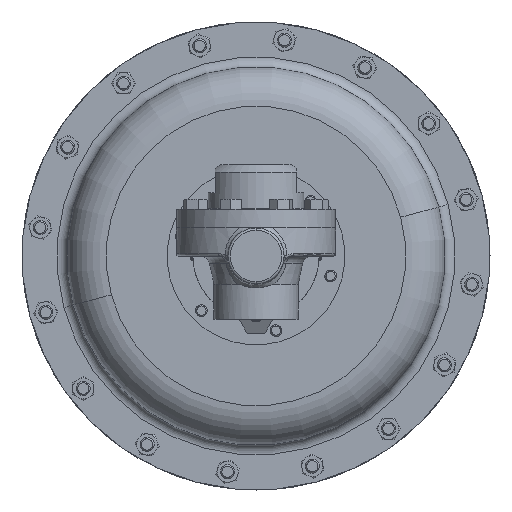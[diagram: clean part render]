
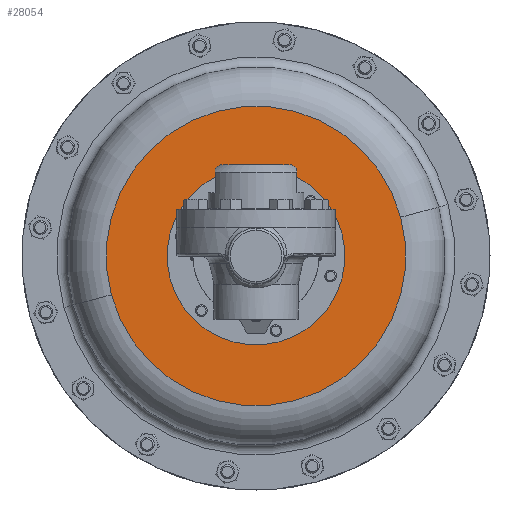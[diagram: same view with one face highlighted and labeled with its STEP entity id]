
A CAD part, front view. The second image highlights one B-rep face of the part: STEP entity #28054.
In plain terms, the highlighted planar face has unit normal (0, -1, 0).
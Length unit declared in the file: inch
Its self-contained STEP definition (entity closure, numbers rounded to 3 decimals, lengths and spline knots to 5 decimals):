
#107 = VERTEX_POINT ( 'NONE', #24652 ) ;
#160 = CARTESIAN_POINT ( 'NONE',  ( 0., 6.7225, 0. ) ) ;
#2052 = DIRECTION ( 'NONE',  ( -0.966, 0., -0.259 ) ) ;
#2386 = DIRECTION ( 'NONE',  ( 0.707, 0., -0.707 ) ) ;
#2555 = DIRECTION ( 'NONE',  ( 0., 1., 0. ) ) ;
#5797 = EDGE_CURVE ( 'NONE', #25596, #24289, #8136, .T. ) ;
#6067 = VERTEX_POINT ( 'NONE', #6201 ) ;
#6201 = CARTESIAN_POINT ( 'NONE',  ( -1.67938, 6.7225, 1.67938 ) ) ;
#6382 = PLANE ( 'NONE',  #19477 ) ;
#6802 = FACE_BOUND ( 'NONE', #23476, .T. ) ;
#7606 = CARTESIAN_POINT ( 'NONE',  ( 3.8637, 6.7225, 1.03528 ) ) ;
#8136 = CIRCLE ( 'NONE', #25681, 4. ) ;
#8604 = CARTESIAN_POINT ( 'NONE',  ( 0., 6.7225, 0. ) ) ;
#10044 = AXIS2_PLACEMENT_3D ( 'NONE', #23544, #10317, #25758 ) ;
#10109 = EDGE_CURVE ( 'NONE', #24289, #25596, #27734, .T. ) ;
#10317 = DIRECTION ( 'NONE',  ( 0., 1., 0. ) ) ;
#10812 = DIRECTION ( 'NONE',  ( 0.707, 0., -0.707 ) ) ;
#11669 = EDGE_CURVE ( 'NONE', #107, #6067, #24150, .T. ) ;
#13033 = CARTESIAN_POINT ( 'NONE',  ( 1.03528, 6.7225, -3.8637 ) ) ;
#15211 = DIRECTION ( 'NONE',  ( 0., -1., 0. ) ) ;
#15539 = DIRECTION ( 'NONE',  ( 0., 1., 0. ) ) ;
#15710 = CARTESIAN_POINT ( 'NONE',  ( 0., 6.7225, 0. ) ) ;
#17440 = CARTESIAN_POINT ( 'NONE',  ( -3.8637, 6.7225, -1.03528 ) ) ;
#17649 = AXIS2_PLACEMENT_3D ( 'NONE', #160, #15539, #2386 ) ;
#17823 = DIRECTION ( 'NONE',  ( 0.966, 0., 0.259 ) ) ;
#18786 = EDGE_LOOP ( 'NONE', ( #25828, #26608 ) ) ;
#19117 = FACE_OUTER_BOUND ( 'NONE', #18786, .T. ) ;
#19477 = AXIS2_PLACEMENT_3D ( 'NONE', #13033, #15211, #2052 ) ;
#21062 = CIRCLE ( 'NONE', #17649, 2.375 ) ;
#21992 = EDGE_CURVE ( 'NONE', #6067, #107, #21062, .T. ) ;
#23476 = EDGE_LOOP ( 'NONE', ( #26906, #27868 ) ) ;
#23544 = CARTESIAN_POINT ( 'NONE',  ( 0., 6.7225, 0. ) ) ;
#24031 = DIRECTION ( 'NONE',  ( 0., 1., 0. ) ) ;
#24150 = CIRCLE ( 'NONE', #25029, 2.375 ) ;
#24289 = VERTEX_POINT ( 'NONE', #7606 ) ;
#24652 = CARTESIAN_POINT ( 'NONE',  ( 1.67938, 6.7225, -1.67938 ) ) ;
#25029 = AXIS2_PLACEMENT_3D ( 'NONE', #8604, #24031, #10812 ) ;
#25596 = VERTEX_POINT ( 'NONE', #17440 ) ;
#25681 = AXIS2_PLACEMENT_3D ( 'NONE', #15710, #2555, #17823 ) ;
#25758 = DIRECTION ( 'NONE',  ( 0.966, 0., 0.259 ) ) ;
#25828 = ORIENTED_EDGE ( 'NONE', *, *, #10109, .F. ) ;
#26608 = ORIENTED_EDGE ( 'NONE', *, *, #5797, .F. ) ;
#26906 = ORIENTED_EDGE ( 'NONE', *, *, #21992, .T. ) ;
#27734 = CIRCLE ( 'NONE', #10044, 4. ) ;
#27868 = ORIENTED_EDGE ( 'NONE', *, *, #11669, .T. ) ;
#28054 = ADVANCED_FACE ( 'NONE', ( #19117, #6802 ), #6382, .T. ) ;
